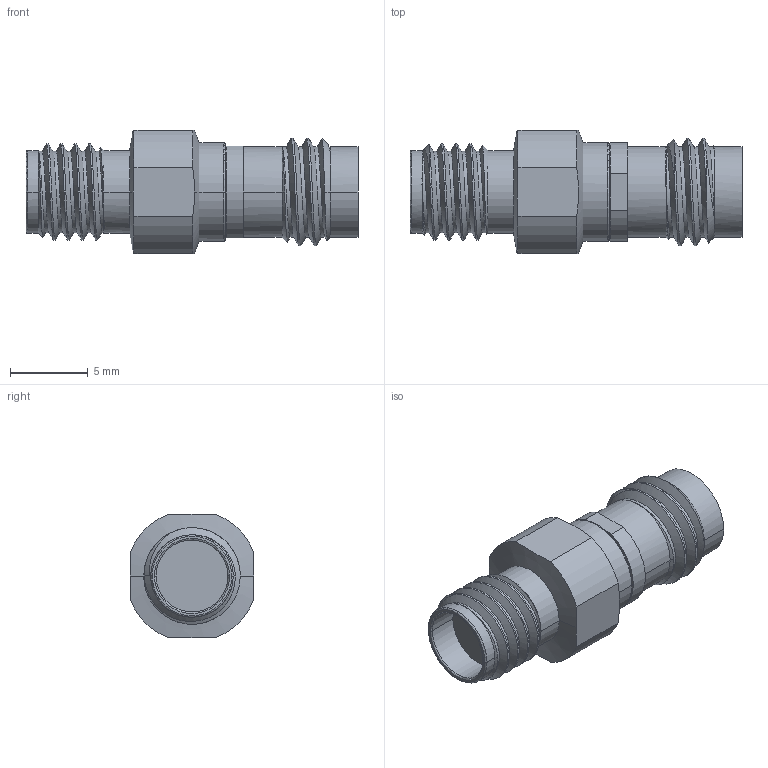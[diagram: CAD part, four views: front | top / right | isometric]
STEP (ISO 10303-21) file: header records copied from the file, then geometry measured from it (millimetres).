
FILE_DESCRIPTION (( 'STEP AP214' ), '1' );
FILE_NAME ('FMAD10036_3D.step', '2024-10-04T23:55:19', ( '' ), ( '' ), 'SwSTEP 2.0', 'SolidWorks 2022', '' );
FILE_SCHEMA (( 'AUTOMOTIVE_DESIGN' ));
Length unit declared in the file: millimetre
Products named in the file (1): FMAD10036_3D
Bounding box: 21.32 x 7.9 x 7.9 mm (x, y, z)
Volume: 602.4 mm3; surface area: 691.7 mm2
Topology: 1 solids, 1 shells, 81 faces, 207 edges, 133 vertices
Faces by surface type: cylinder 36, cone 16, plane 13, bspline 10, torus 6
Entity records: 5988 total; most frequent: CARTESIAN_POINT 4148, ORIENTED_EDGE 414, DIRECTION 344, EDGE_CURVE 207, AXIS2_PLACEMENT_3D 144, VERTEX_POINT 133, EDGE_LOOP 86, FACE_OUTER_BOUND 81
